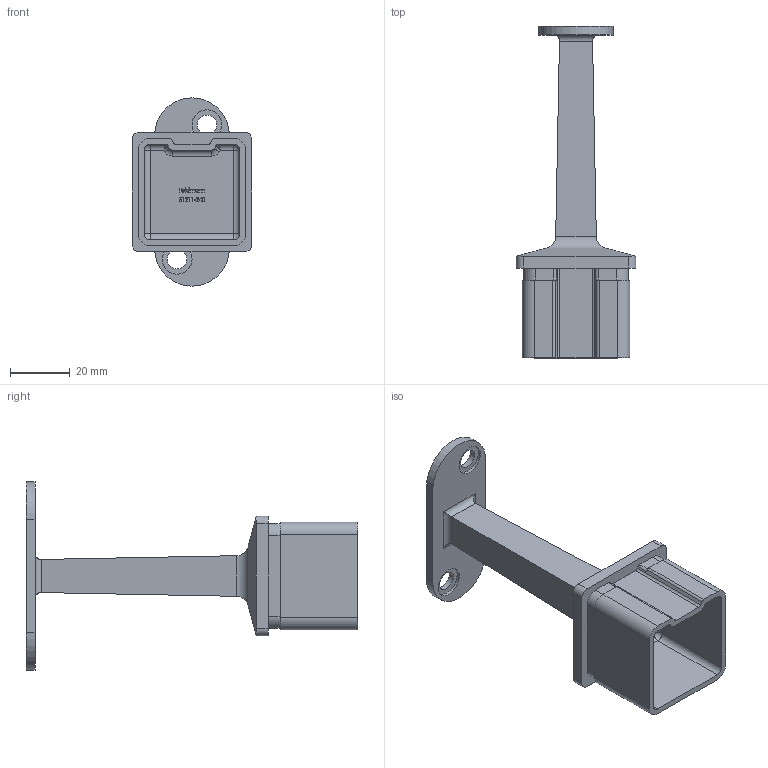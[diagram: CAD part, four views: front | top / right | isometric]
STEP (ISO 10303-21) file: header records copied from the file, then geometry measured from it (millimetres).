
FILE_DESCRIPTION (( 'STEP AP203' ), '1' );
FILE_NAME ('51211-240.STEP', '2021-12-08T14:10:53', ( '' ), ( '' ), 'SwSTEP 2.0', 'SolidWorks 2018', '' );
FILE_SCHEMA (( 'CONFIG_CONTROL_DESIGN' ));
Length unit declared in the file: millimetre
Products named in the file (2): 51211-240
Bounding box: 40 x 111 x 63 mm (x, y, z)
Volume: 31944.9 mm3; surface area: 18290.1 mm2
Topology: 1 solids, 1 shells, 305 faces, 802 edges, 520 vertices
Faces by surface type: plane 172, bspline 79, cylinder 48, sphere 4, torus 2
Full cylindrical faces by diameter (mm): 6.5 x2, 10 x2
Entity records: 13597 total; most frequent: CARTESIAN_POINT 6506, ORIENTED_EDGE 1580, DIRECTION 1146, EDGE_CURVE 790, LINE 542, VECTOR 542, VERTEX_POINT 518, EDGE_LOOP 340
